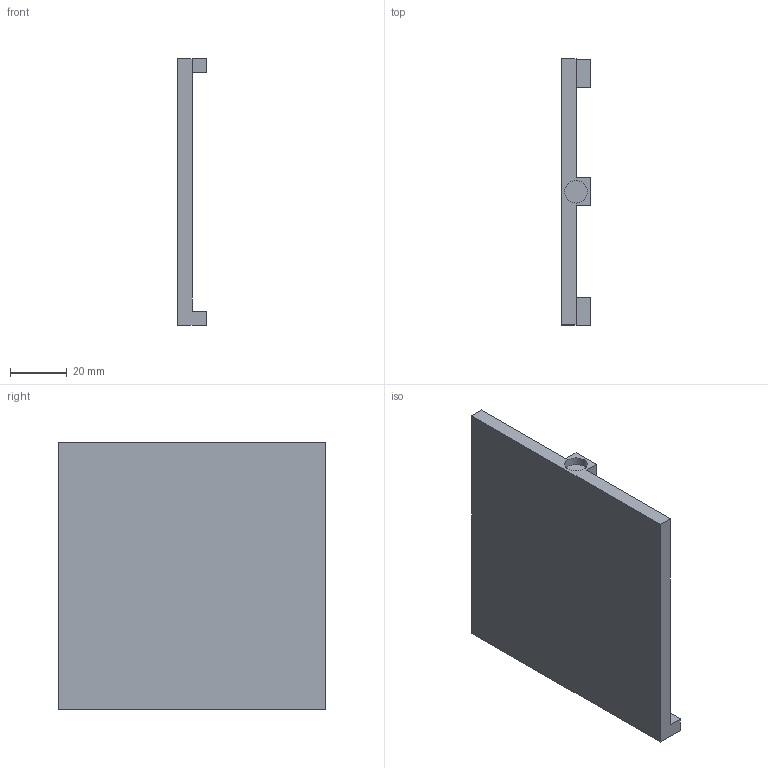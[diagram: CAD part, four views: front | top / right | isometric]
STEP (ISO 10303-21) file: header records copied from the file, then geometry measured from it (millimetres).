
FILE_DESCRIPTION(/* description */ ('KiCad electronic assembly'),/* implementation_level */ '2;1');
FILE_NAME(/* name */ 'Speaker Back.step',/* time_stamp */ '2025-12-11T12:54:50-05:00',/* author */ (''),/* organization */ (''),/* preprocessor_version */ 'ST-DEVELOPER v20.1',/* originating_system */ 'Autodesk Translation Framework v14.21.0.0',/* authorisation */ '');
FILE_SCHEMA (('AUTOMOTIVE_DESIGN { 1 0 10303 214 3 1 1 }'));
Length unit declared in the file: millimetre
Products named in the file (1): Class D Amplifier V2 1
Bounding box: 10 x 94 x 94 mm (x, y, z)
Volume: 44477.6 mm3; surface area: 20228.2 mm2
Topology: 1 solids, 1 shells, 22 faces, 51 edges, 34 vertices
Faces by surface type: plane 19, cylinder 3
Full cylindrical faces by diameter (mm): 8 x3
Entity records: 643 total; most frequent: CARTESIAN_POINT 108, DIRECTION 103, ORIENTED_EDGE 102, EDGE_CURVE 51, LINE 45, VECTOR 45, VERTEX_POINT 34, AXIS2_PLACEMENT_3D 29
